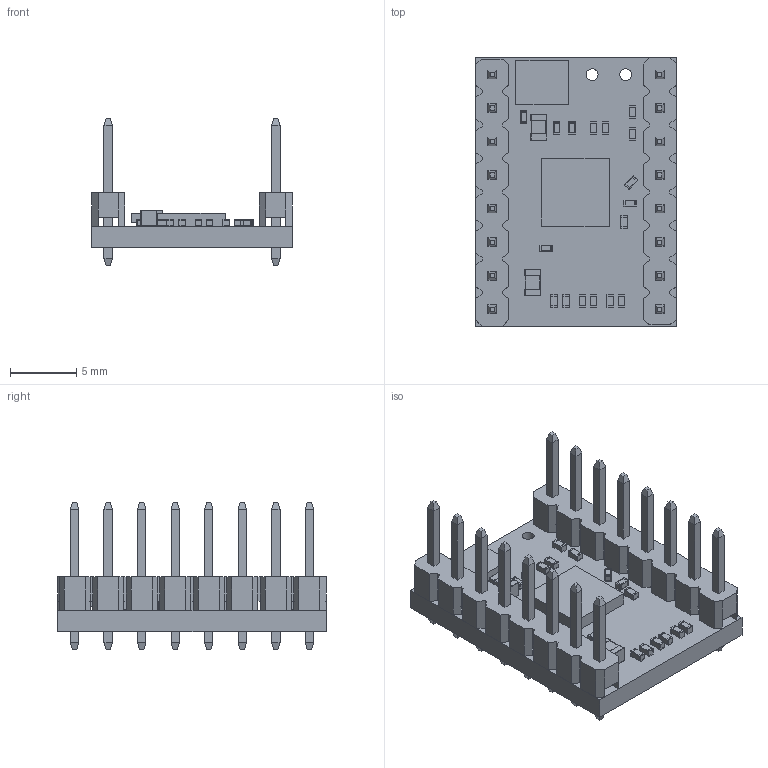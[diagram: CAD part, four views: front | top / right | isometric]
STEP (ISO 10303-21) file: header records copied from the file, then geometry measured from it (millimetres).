
FILE_DESCRIPTION(('Open CASCADE Model'),'2;1');
FILE_NAME('Open CASCADE Shape Model','2023-05-08T15:02:44',('Author'),( 'Open CASCADE'),'Open CASCADE STEP processor 7.5','Open CASCADE 7.5' ,'Unknown');
FILE_SCHEMA(('AUTOMOTIVE_DESIGN { 1 0 10303 214 1 1 1 1 }'));
Products named in the file (1): PCB
Bounding box: 15.24 x 20.32 x 11.2 mm (x, y, z)
Volume: 521.6 mm3; surface area: 1855.3 mm2
Topology: 65 solids, 637 shells, 1237 faces, 6517 edges, 8222 vertices
Faces by surface type: plane 994, cylinder 179, sphere 64
Full cylindrical faces by diameter (mm): 0.85 x16, 0.9 x2, 1.8 x1
Entity records: 76321 total; most frequent: CARTESIAN_POINT 15913, DIRECTION 9367, LINE 6015, VECTOR 6015, ORIENTED_EDGE 5610, EDGE_CURVE 4149, VERTEX_POINT 3614, GEOMETRIC_CURVE_SET 2304
